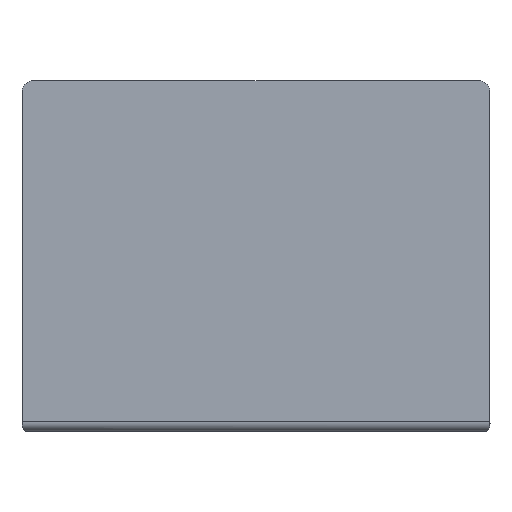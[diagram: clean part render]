
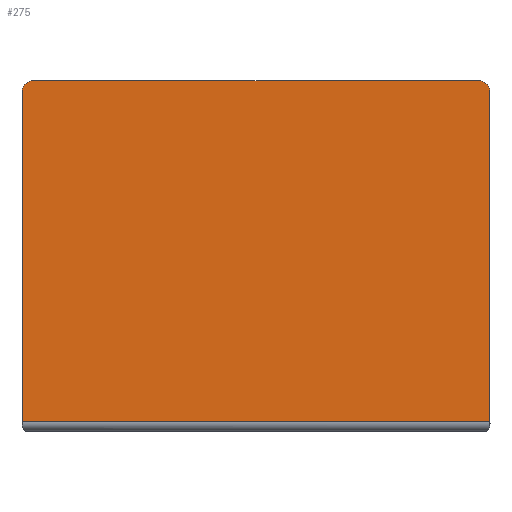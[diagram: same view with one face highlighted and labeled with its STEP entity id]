
A CAD part, top view. The second image highlights one B-rep face of the part: STEP entity #275.
In plain terms, the highlighted planar face has unit normal (0, 0, 1).
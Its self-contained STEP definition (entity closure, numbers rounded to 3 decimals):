
#2 = LINE ( 'NONE', #314, #74 ) ;
#10 = CARTESIAN_POINT ( 'NONE',  ( 203.1, 147., 0. ) ) ;
#66 = EDGE_CURVE ( 'NONE', #111, #150, #2, .T. ) ;
#74 = VECTOR ( 'NONE', #236, 1000. ) ;
#85 = ORIENTED_EDGE ( 'NONE', *, *, #653, .F. ) ;
#88 = ORIENTED_EDGE ( 'NONE', *, *, #232, .F. ) ;
#111 = VERTEX_POINT ( 'NONE', #669 ) ;
#114 = DIRECTION ( 'NONE',  ( -1., 0., 0. ) ) ;
#125 = AXIS2_PLACEMENT_3D ( 'NONE', #132, #367, #225 ) ;
#128 = CARTESIAN_POINT ( 'NONE',  ( 5.1, 152., 0. ) ) ;
#132 = CARTESIAN_POINT ( 'NONE',  ( 203.2, 0., 0. ) ) ;
#137 = CARTESIAN_POINT ( 'NONE',  ( 198.1, 152., 0. ) ) ;
#145 = EDGE_CURVE ( 'NONE', #598, #111, #578, .T. ) ;
#150 = VERTEX_POINT ( 'NONE', #197 ) ;
#197 = CARTESIAN_POINT ( 'NONE',  ( 0.1, 147., 0. ) ) ;
#207 = LINE ( 'NONE', #999, #209 ) ;
#209 = VECTOR ( 'NONE', #849, 1000. ) ;
#225 = DIRECTION ( 'NONE',  ( -1., 0., 0. ) ) ;
#232 = EDGE_CURVE ( 'NONE', #264, #328, #387, .T. ) ;
#236 = DIRECTION ( 'NONE',  ( 0., 1., 0. ) ) ;
#264 = VERTEX_POINT ( 'NONE', #137 ) ;
#266 = DIRECTION ( 'NONE',  ( -1., 0., 0. ) ) ;
#269 = CARTESIAN_POINT ( 'NONE',  ( 203.2, 4., 0. ) ) ;
#275 = ADVANCED_FACE ( 'NONE', ( #524 ), #380, .F. ) ;
#288 = AXIS2_PLACEMENT_3D ( 'NONE', #1008, #751, #447 ) ;
#314 = CARTESIAN_POINT ( 'NONE',  ( 0.1, 147., 0. ) ) ;
#324 = DIRECTION ( 'NONE',  ( 1., 0., 0. ) ) ;
#328 = VERTEX_POINT ( 'NONE', #10 ) ;
#340 = CIRCLE ( 'NONE', #659, 5. ) ;
#341 = EDGE_CURVE ( 'NONE', #820, #264, #488, .T. ) ;
#367 = DIRECTION ( 'NONE',  ( 0., 0., -1. ) ) ;
#378 = ORIENTED_EDGE ( 'NONE', *, *, #145, .F. ) ;
#380 = PLANE ( 'NONE',  #125 ) ;
#387 = CIRCLE ( 'NONE', #288, 5. ) ;
#393 = EDGE_LOOP ( 'NONE', ( #378, #949, #88, #1012, #85, #509 ) ) ;
#412 = CARTESIAN_POINT ( 'NONE',  ( 203.1, 4., 0. ) ) ;
#447 = DIRECTION ( 'NONE',  ( 1., 0., 0. ) ) ;
#488 = LINE ( 'NONE', #861, #553 ) ;
#509 = ORIENTED_EDGE ( 'NONE', *, *, #66, .F. ) ;
#524 = FACE_OUTER_BOUND ( 'NONE', #393, .T. ) ;
#553 = VECTOR ( 'NONE', #324, 1000. ) ;
#578 = LINE ( 'NONE', #269, #776 ) ;
#598 = VERTEX_POINT ( 'NONE', #412 ) ;
#653 = EDGE_CURVE ( 'NONE', #150, #820, #340, .T. ) ;
#659 = AXIS2_PLACEMENT_3D ( 'NONE', #878, #973, #266 ) ;
#669 = CARTESIAN_POINT ( 'NONE',  ( 0.1, 4., 0. ) ) ;
#751 = DIRECTION ( 'NONE',  ( 0., 0., -1. ) ) ;
#776 = VECTOR ( 'NONE', #114, 1000. ) ;
#790 = EDGE_CURVE ( 'NONE', #328, #598, #207, .T. ) ;
#820 = VERTEX_POINT ( 'NONE', #128 ) ;
#849 = DIRECTION ( 'NONE',  ( 0., -1., 0. ) ) ;
#861 = CARTESIAN_POINT ( 'NONE',  ( 5.1, 152., 0. ) ) ;
#878 = CARTESIAN_POINT ( 'NONE',  ( 5.1, 147., 0. ) ) ;
#949 = ORIENTED_EDGE ( 'NONE', *, *, #790, .F. ) ;
#973 = DIRECTION ( 'NONE',  ( 0., 0., -1. ) ) ;
#999 = CARTESIAN_POINT ( 'NONE',  ( 203.1, 147., 0. ) ) ;
#1008 = CARTESIAN_POINT ( 'NONE',  ( 198.1, 147., 0. ) ) ;
#1012 = ORIENTED_EDGE ( 'NONE', *, *, #341, .F. ) ;
